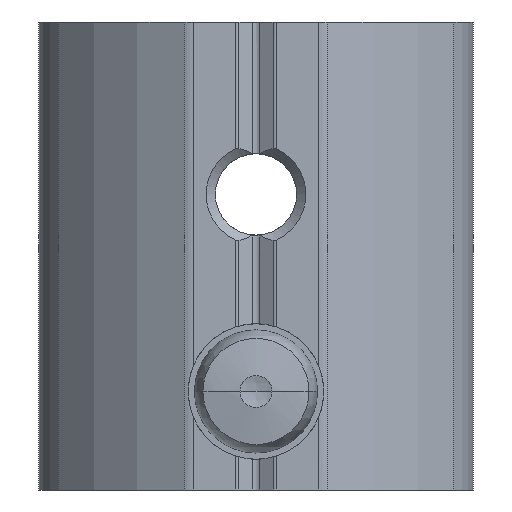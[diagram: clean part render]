
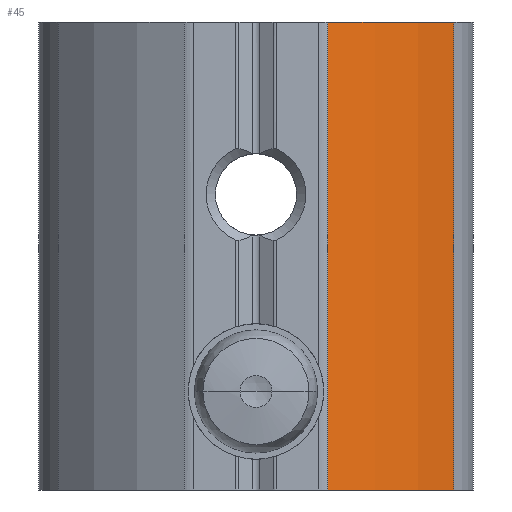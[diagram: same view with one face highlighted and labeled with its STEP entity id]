
A CAD part, front view. The second image highlights one B-rep face of the part: STEP entity #45.
In plain terms, the highlighted cylindrical face has radius 12.4 mm (diameter 24.8 mm), a partial arc.
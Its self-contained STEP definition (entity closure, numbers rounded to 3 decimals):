
#17 = AXIS2_PLACEMENT_3D ( 'NONE', #1707, #2851, #613 ) ;
#43 = CARTESIAN_POINT ( 'NONE',  ( -1.75, 11.564, -38. ) ) ;
#45 = ADVANCED_FACE ( 'NONE', ( #735 ), #3091, .T. ) ;
#64 = VERTEX_POINT ( 'NONE', #1664 ) ;
#140 = CIRCLE ( 'NONE', #2174, 12.4 ) ;
#613 = DIRECTION ( 'NONE',  ( 1., 0., 0. ) ) ;
#735 = FACE_OUTER_BOUND ( 'NONE', #1569, .T. ) ;
#753 = VERTEX_POINT ( 'NONE', #2063 ) ;
#918 = EDGE_CURVE ( 'NONE', #3522, #753, #2455, .T. ) ;
#980 = CARTESIAN_POINT ( 'NONE',  ( 2.91, 0.073, -38. ) ) ;
#1150 = CARTESIAN_POINT ( 'NONE',  ( -1.75, 11.564, -19. ) ) ;
#1167 = DIRECTION ( 'NONE',  ( 0., 0., 1. ) ) ;
#1356 = VECTOR ( 'NONE', #1717, 1000. ) ;
#1445 = DIRECTION ( 'NONE',  ( -1., 0., 0. ) ) ;
#1494 = ORIENTED_EDGE ( 'NONE', *, *, #3042, .T. ) ;
#1511 = CARTESIAN_POINT ( 'NONE',  ( 2.91, 0.073, -38. ) ) ;
#1569 = EDGE_LOOP ( 'NONE', ( #2768, #3149, #2089, #1494 ) ) ;
#1600 = CARTESIAN_POINT ( 'NONE',  ( 2.91, 0.073, -19. ) ) ;
#1664 = CARTESIAN_POINT ( 'NONE',  ( 8.034, 3.946, -19. ) ) ;
#1707 = CARTESIAN_POINT ( 'NONE',  ( -1.75, 11.564, -38. ) ) ;
#1717 = DIRECTION ( 'NONE',  ( 0., 0., 1. ) ) ;
#1731 = LINE ( 'NONE', #1511, #2641 ) ;
#2063 = CARTESIAN_POINT ( 'NONE',  ( 8.034, 3.946, -38. ) ) ;
#2089 = ORIENTED_EDGE ( 'NONE', *, *, #918, .T. ) ;
#2174 = AXIS2_PLACEMENT_3D ( 'NONE', #1150, #2554, #1445 ) ;
#2249 = DIRECTION ( 'NONE',  ( 0., 0., 1. ) ) ;
#2279 = CARTESIAN_POINT ( 'NONE',  ( 8.034, 3.946, -38. ) ) ;
#2455 = CIRCLE ( 'NONE', #2975, 12.4 ) ;
#2478 = VERTEX_POINT ( 'NONE', #1600 ) ;
#2554 = DIRECTION ( 'NONE',  ( 0., 0., 1. ) ) ;
#2641 = VECTOR ( 'NONE', #1167, 1000. ) ;
#2768 = ORIENTED_EDGE ( 'NONE', *, *, #3346, .F. ) ;
#2828 = DIRECTION ( 'NONE',  ( -1., 0., 0. ) ) ;
#2851 = DIRECTION ( 'NONE',  ( 0., 0., 1. ) ) ;
#2867 = LINE ( 'NONE', #2279, #1356 ) ;
#2975 = AXIS2_PLACEMENT_3D ( 'NONE', #43, #2249, #2828 ) ;
#3012 = EDGE_CURVE ( 'NONE', #3522, #2478, #1731, .T. ) ;
#3042 = EDGE_CURVE ( 'NONE', #753, #64, #2867, .T. ) ;
#3091 = CYLINDRICAL_SURFACE ( 'NONE', #17, 12.4 ) ;
#3149 = ORIENTED_EDGE ( 'NONE', *, *, #3012, .F. ) ;
#3346 = EDGE_CURVE ( 'NONE', #2478, #64, #140, .T. ) ;
#3522 = VERTEX_POINT ( 'NONE', #980 ) ;
